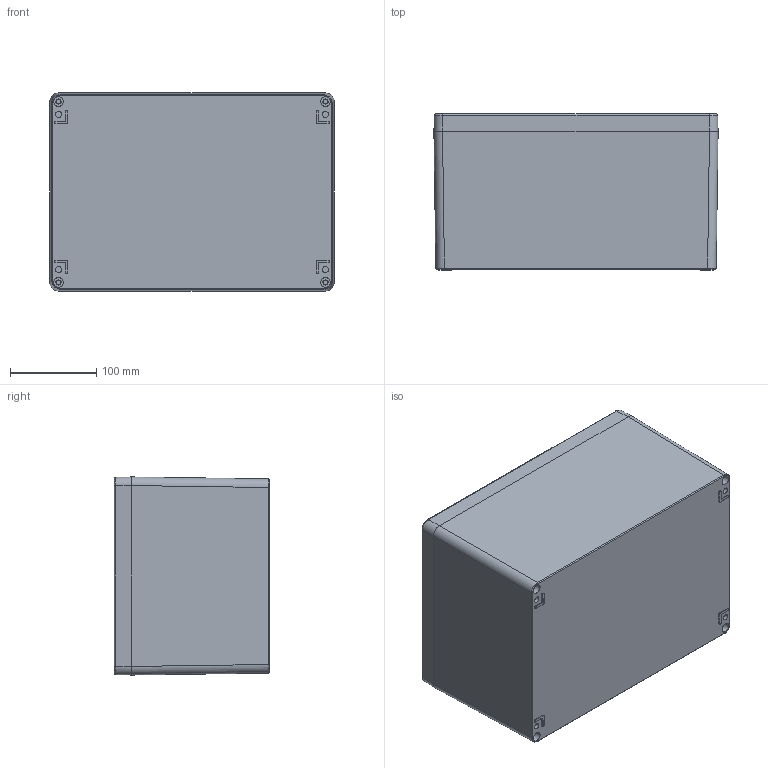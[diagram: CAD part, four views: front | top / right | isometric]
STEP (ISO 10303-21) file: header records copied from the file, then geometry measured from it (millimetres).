
FILE_DESCRIPTION((''),'2;1');
FILE_NAME('CA-390_ASM','2010-04-15T',('A.Kran'),(''),'PRO/ENGINEER BY PARAMETRIC TECHNOLOGY CORPORATION, 2005070','PRO/ENGINEER BY PARAMETRIC TECHNOLOGY CORPORATION, 2005070','');
FILE_SCHEMA(('AUTOMOTIVE_DESIGN_CC2 { 1 2 10303 214 -1 1 5 2 }'));
Length unit declared in the file: millimetre
Products named in the file (8): CA-390_UT_PRT; 9261018000; CA-390_UT_ASM; CA-380_CA-390_DE_PRT; 9261104000; CA-380_CA-390_DE_ASM; 9261021000; CA-390_ASM
Assembly tree (13 placements, depth 3):
  CA-390_ASM
    CA-390_UT_ASM
      CA-390_UT_PRT
      9261018000  x4
    CA-380_CA-390_DE_ASM
      CA-380_CA-390_DE_PRT
      9261104000
    9261021000  x4
Bounding box: 330 x 181 x 230 mm (x, y, z)
Volume: 1608654.5 mm3; surface area: 746240.6 mm2
Topology: 16 solids, 39 shells, 1168 faces, 3074 edges, 1949 vertices
Faces by surface type: plane 488, cylinder 385, cone 183, bspline 81, torus 31
Entity records: 35903 total; most frequent: CARTESIAN_POINT 10856, ORIENTED_EDGE 3928, DIRECTION 3806, PRESENTATION_STYLE_ASSIGNMENT 2021, STYLED_ITEM 2021, CURVE_STYLE 1998, EDGE_CURVE 1998, AXIS2_PLACEMENT_3D 1433
